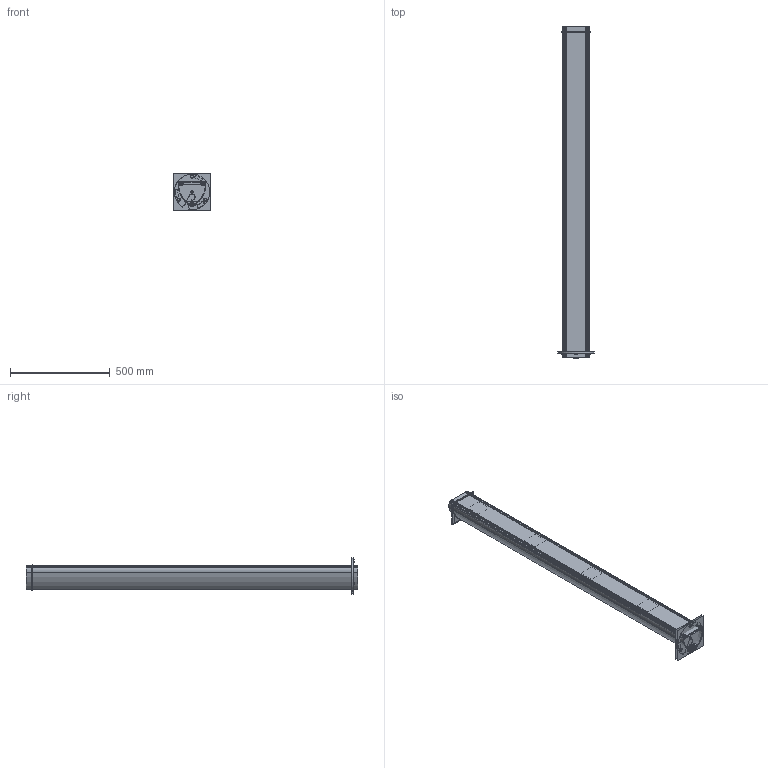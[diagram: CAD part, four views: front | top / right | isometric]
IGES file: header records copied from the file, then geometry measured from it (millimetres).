
Start section:  PTC IGES file: 211878.igs
Global section: file name: 211878.igs; native system: Creo Parametric by PTC Inc.; preprocessor: 2018300; author: pdmadmin; organization: Unknown; date: 20190506.084649; units: millimetre
Bounding box: 184.94 x 1664.21 x 184.96 mm (x, y, z)
Volume: 3384884 mm3; surface area: 8791662.8 mm2
Topology: 8 solids, 12 shells, 972 faces, 5082 edges, 6463 vertices
Faces by surface type: revolution 528, bspline 444
